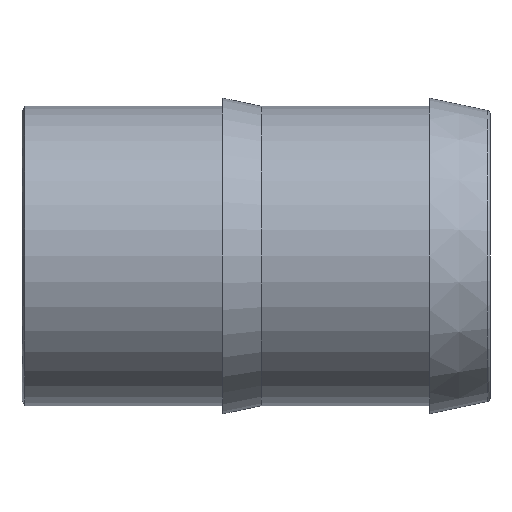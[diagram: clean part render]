
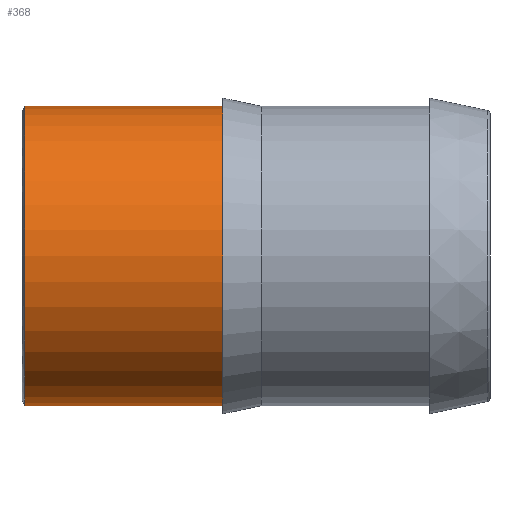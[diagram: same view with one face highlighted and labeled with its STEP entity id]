
A CAD part, front view. The second image highlights one B-rep face of the part: STEP entity #368.
In plain terms, the highlighted cylindrical face has radius 27.5 mm (diameter 55 mm), a partial arc.
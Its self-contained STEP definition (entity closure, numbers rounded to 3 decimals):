
#16 = ORIENTED_EDGE ( 'NONE', *, *, #159, .F. ) ;
#27 = VERTEX_POINT ( 'NONE', #347 ) ;
#29 = VECTOR ( 'NONE', #45, 1000. ) ;
#41 = AXIS2_PLACEMENT_3D ( 'NONE', #391, #560, #363 ) ;
#43 = CARTESIAN_POINT ( 'NONE',  ( -15.686, 0., 27.5 ) ) ;
#45 = DIRECTION ( 'NONE',  ( -1., 0., 0. ) ) ;
#54 = EDGE_CURVE ( 'NONE', #145, #27, #220, .T. ) ;
#58 = CARTESIAN_POINT ( 'NONE',  ( 20.736, 0., 27.5 ) ) ;
#61 = AXIS2_PLACEMENT_3D ( 'NONE', #399, #306, #301 ) ;
#71 = EDGE_CURVE ( 'NONE', #145, #190, #346, .T. ) ;
#74 = AXIS2_PLACEMENT_3D ( 'NONE', #486, #343, #307 ) ;
#95 = CYLINDRICAL_SURFACE ( 'NONE', #74, 27.5 ) ;
#145 = VERTEX_POINT ( 'NONE', #406 ) ;
#158 = VECTOR ( 'NONE', #407, 1000. ) ;
#159 = EDGE_CURVE ( 'NONE', #27, #545, #474, .T. ) ;
#160 = EDGE_LOOP ( 'NONE', ( #552, #295, #472, #16 ) ) ;
#169 = FACE_OUTER_BOUND ( 'NONE', #160, .T. ) ;
#174 = CARTESIAN_POINT ( 'NONE',  ( -29.871, 0., -27.5 ) ) ;
#190 = VERTEX_POINT ( 'NONE', #58 ) ;
#220 = LINE ( 'NONE', #174, #29 ) ;
#221 = LINE ( 'NONE', #522, #158 ) ;
#295 = ORIENTED_EDGE ( 'NONE', *, *, #71, .T. ) ;
#301 = DIRECTION ( 'NONE',  ( 0., 0., 1. ) ) ;
#306 = DIRECTION ( 'NONE',  ( -1., 0., 0. ) ) ;
#307 = DIRECTION ( 'NONE',  ( 0., 0., 1. ) ) ;
#343 = DIRECTION ( 'NONE',  ( -1., 0., 0. ) ) ;
#346 = CIRCLE ( 'NONE', #61, 27.5 ) ;
#347 = CARTESIAN_POINT ( 'NONE',  ( -15.686, 0., -27.5 ) ) ;
#363 = DIRECTION ( 'NONE',  ( 0., 0., 1. ) ) ;
#368 = ADVANCED_FACE ( 'NONE', ( #169 ), #95, .T. ) ;
#391 = CARTESIAN_POINT ( 'NONE',  ( -15.686, 0., 0. ) ) ;
#399 = CARTESIAN_POINT ( 'NONE',  ( 20.736, 0., 0. ) ) ;
#401 = EDGE_CURVE ( 'NONE', #190, #545, #221, .T. ) ;
#406 = CARTESIAN_POINT ( 'NONE',  ( 20.736, 0., -27.5 ) ) ;
#407 = DIRECTION ( 'NONE',  ( -1., 0., 0. ) ) ;
#472 = ORIENTED_EDGE ( 'NONE', *, *, #401, .T. ) ;
#474 = CIRCLE ( 'NONE', #41, 27.5 ) ;
#486 = CARTESIAN_POINT ( 'NONE',  ( -29.871, 0., 0. ) ) ;
#522 = CARTESIAN_POINT ( 'NONE',  ( -29.871, 0., 27.5 ) ) ;
#545 = VERTEX_POINT ( 'NONE', #43 ) ;
#552 = ORIENTED_EDGE ( 'NONE', *, *, #54, .F. ) ;
#560 = DIRECTION ( 'NONE',  ( -1., 0., 0. ) ) ;
